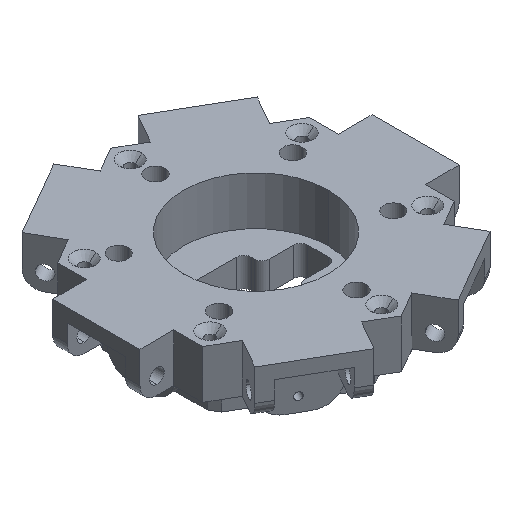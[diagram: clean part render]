
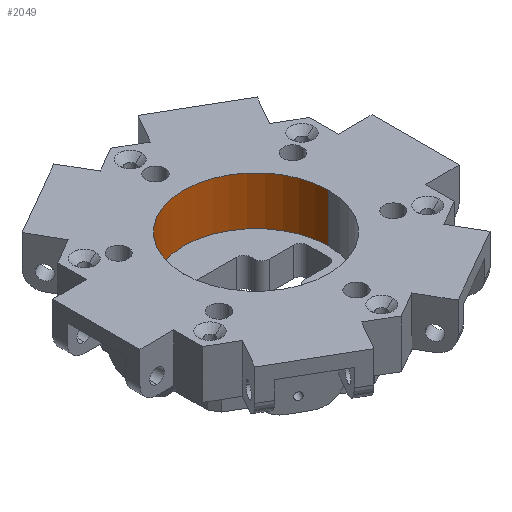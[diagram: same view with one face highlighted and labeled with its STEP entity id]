
A CAD part, isometric view. The second image highlights one B-rep face of the part: STEP entity #2049.
In plain terms, the highlighted cylindrical face has radius 15 mm (diameter 30 mm), a partial arc.
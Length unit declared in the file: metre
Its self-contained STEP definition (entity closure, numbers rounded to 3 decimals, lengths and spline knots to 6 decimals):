
#125 = CARTESIAN_POINT ( 'NONE',  ( -0.015, 0., 0.01 ) ) ;
#169 = VERTEX_POINT ( 'NONE', #3886 ) ;
#235 = AXIS2_PLACEMENT_3D ( 'NONE', #2525, #561, #1304 ) ;
#323 = VECTOR ( 'NONE', #4705, 1. ) ;
#400 = ORIENTED_EDGE ( 'NONE', *, *, #541, .T. ) ;
#541 = EDGE_CURVE ( 'NONE', #3468, #5372, #5821, .T. ) ;
#561 = DIRECTION ( 'NONE',  ( 0., 0., 1. ) ) ;
#1019 = CARTESIAN_POINT ( 'NONE',  ( 0., 0., 0. ) ) ;
#1304 = DIRECTION ( 'NONE',  ( 1., 0., 0. ) ) ;
#1305 = LINE ( 'NONE', #6452, #4987 ) ;
#1309 = EDGE_LOOP ( 'NONE', ( #4670, #3219, #400, #5283 ) ) ;
#2049 = ADVANCED_FACE ( 'NONE', ( #3587 ), #5970, .F. ) ;
#2115 = CARTESIAN_POINT ( 'NONE',  ( 0.015, 0., 0. ) ) ;
#2302 = DIRECTION ( 'NONE',  ( 0., 0., 1. ) ) ;
#2476 = VERTEX_POINT ( 'NONE', #125 ) ;
#2525 = CARTESIAN_POINT ( 'NONE',  ( 0., 0., 0.01 ) ) ;
#3213 = CIRCLE ( 'NONE', #6595, 0.015 ) ;
#3219 = ORIENTED_EDGE ( 'NONE', *, *, #8061, .F. ) ;
#3295 = EDGE_CURVE ( 'NONE', #5372, #2476, #7568, .T. ) ;
#3468 = VERTEX_POINT ( 'NONE', #2115 ) ;
#3563 = DIRECTION ( 'NONE',  ( 1., 0., 0. ) ) ;
#3587 = FACE_OUTER_BOUND ( 'NONE', #1309, .T. ) ;
#3886 = CARTESIAN_POINT ( 'NONE',  ( -0.015, 0., 0. ) ) ;
#4488 = EDGE_CURVE ( 'NONE', #169, #2476, #1305, .T. ) ;
#4546 = CARTESIAN_POINT ( 'NONE',  ( 0.015, 0., 0. ) ) ;
#4670 = ORIENTED_EDGE ( 'NONE', *, *, #4488, .F. ) ;
#4705 = DIRECTION ( 'NONE',  ( 0., 0., 1. ) ) ;
#4987 = VECTOR ( 'NONE', #6987, 1. ) ;
#5283 = ORIENTED_EDGE ( 'NONE', *, *, #3295, .T. ) ;
#5372 = VERTEX_POINT ( 'NONE', #7078 ) ;
#5471 = DIRECTION ( 'NONE',  ( 1., 0., 0. ) ) ;
#5821 = LINE ( 'NONE', #4546, #323 ) ;
#5970 = CYLINDRICAL_SURFACE ( 'NONE', #6102, 0.015 ) ;
#6086 = DIRECTION ( 'NONE',  ( 0., 0., 1. ) ) ;
#6102 = AXIS2_PLACEMENT_3D ( 'NONE', #1019, #6086, #5471 ) ;
#6452 = CARTESIAN_POINT ( 'NONE',  ( -0.015, 0., 0. ) ) ;
#6595 = AXIS2_PLACEMENT_3D ( 'NONE', #6804, #2302, #3563 ) ;
#6804 = CARTESIAN_POINT ( 'NONE',  ( 0., 0., 0. ) ) ;
#6987 = DIRECTION ( 'NONE',  ( 0., 0., 1. ) ) ;
#7078 = CARTESIAN_POINT ( 'NONE',  ( 0.015, 0., 0.01 ) ) ;
#7568 = CIRCLE ( 'NONE', #235, 0.015 ) ;
#8061 = EDGE_CURVE ( 'NONE', #3468, #169, #3213, .T. ) ;
